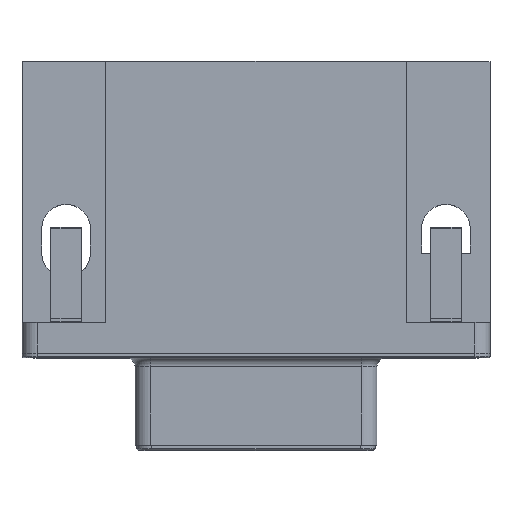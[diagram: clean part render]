
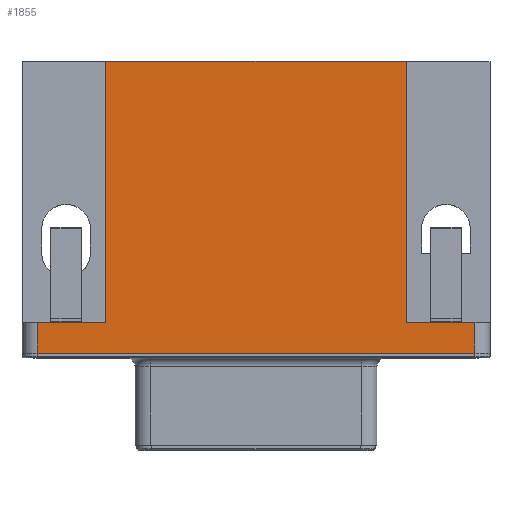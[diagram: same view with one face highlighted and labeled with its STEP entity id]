
A CAD part, top view. The second image highlights one B-rep face of the part: STEP entity #1855.
In plain terms, the highlighted planar face has unit normal (0, 0, 1).
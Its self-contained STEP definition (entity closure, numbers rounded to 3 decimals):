
#1355 = VERTEX_POINT('',#1356);
#1356 = CARTESIAN_POINT('',(-19.94,-17.4,12.5));
#1405 = EDGE_CURVE('',#1406,#1355,#1408,.T.);
#1406 = VERTEX_POINT('',#1407);
#1407 = CARTESIAN_POINT('',(8.86,-17.4,12.5));
#1408 = LINE('',#1409,#1410);
#1409 = CARTESIAN_POINT('',(9.86,-17.4,12.5));
#1410 = VECTOR('',#1411,1.);
#1411 = DIRECTION('',(-1.,0.,0.));
#1818 = EDGE_CURVE('',#1355,#1819,#1821,.T.);
#1819 = VERTEX_POINT('',#1820);
#1820 = CARTESIAN_POINT('',(-19.94,-15.4,12.5));
#1821 = LINE('',#1822,#1823);
#1822 = CARTESIAN_POINT('',(-19.94,-17.4,12.5));
#1823 = VECTOR('',#1824,1.);
#1824 = DIRECTION('',(0.,1.,0.));
#1855 = ADVANCED_FACE('',(#1856),#1906,.T.);
#1856 = FACE_BOUND('',#1857,.T.);
#1857 = EDGE_LOOP('',(#1858,#1859,#1867,#1875,#1883,#1891,#1899,#1905));
#1858 = ORIENTED_EDGE('',*,*,#1405,.F.);
#1859 = ORIENTED_EDGE('',*,*,#1860,.T.);
#1860 = EDGE_CURVE('',#1406,#1861,#1863,.T.);
#1861 = VERTEX_POINT('',#1862);
#1862 = CARTESIAN_POINT('',(8.86,-15.4,12.5));
#1863 = LINE('',#1864,#1865);
#1864 = CARTESIAN_POINT('',(8.86,-17.4,12.5));
#1865 = VECTOR('',#1866,1.);
#1866 = DIRECTION('',(0.,1.,0.));
#1867 = ORIENTED_EDGE('',*,*,#1868,.F.);
#1868 = EDGE_CURVE('',#1869,#1861,#1871,.T.);
#1869 = VERTEX_POINT('',#1870);
#1870 = CARTESIAN_POINT('',(4.36,-15.4,12.5));
#1871 = LINE('',#1872,#1873);
#1872 = CARTESIAN_POINT('',(8.86,-15.4,12.5));
#1873 = VECTOR('',#1874,1.);
#1874 = DIRECTION('',(1.,0.,0.));
#1875 = ORIENTED_EDGE('',*,*,#1876,.F.);
#1876 = EDGE_CURVE('',#1877,#1869,#1879,.T.);
#1877 = VERTEX_POINT('',#1878);
#1878 = CARTESIAN_POINT('',(4.36,1.8,12.5));
#1879 = LINE('',#1880,#1881);
#1880 = CARTESIAN_POINT('',(4.36,-16.4,12.5));
#1881 = VECTOR('',#1882,1.);
#1882 = DIRECTION('',(0.,-1.,0.));
#1883 = ORIENTED_EDGE('',*,*,#1884,.T.);
#1884 = EDGE_CURVE('',#1877,#1885,#1887,.T.);
#1885 = VERTEX_POINT('',#1886);
#1886 = CARTESIAN_POINT('',(-15.44,1.8,12.5));
#1887 = LINE('',#1888,#1889);
#1888 = CARTESIAN_POINT('',(9.86,1.8,12.5));
#1889 = VECTOR('',#1890,1.);
#1890 = DIRECTION('',(-1.,0.,0.));
#1891 = ORIENTED_EDGE('',*,*,#1892,.F.);
#1892 = EDGE_CURVE('',#1893,#1885,#1895,.T.);
#1893 = VERTEX_POINT('',#1894);
#1894 = CARTESIAN_POINT('',(-15.44,-15.4,12.5));
#1895 = LINE('',#1896,#1897);
#1896 = CARTESIAN_POINT('',(-15.44,-16.4,12.5));
#1897 = VECTOR('',#1898,1.);
#1898 = DIRECTION('',(0.,1.,0.));
#1899 = ORIENTED_EDGE('',*,*,#1900,.F.);
#1900 = EDGE_CURVE('',#1819,#1893,#1901,.T.);
#1901 = LINE('',#1902,#1903);
#1902 = CARTESIAN_POINT('',(-4.54,-15.4,12.5));
#1903 = VECTOR('',#1904,1.);
#1904 = DIRECTION('',(1.,0.,0.));
#1905 = ORIENTED_EDGE('',*,*,#1818,.F.);
#1906 = PLANE('',#1907);
#1907 = AXIS2_PLACEMENT_3D('',#1908,#1909,#1910);
#1908 = CARTESIAN_POINT('',(9.86,-17.4,12.5));
#1909 = DIRECTION('',(0.,0.,1.));
#1910 = DIRECTION('',(-1.,0.,0.));
